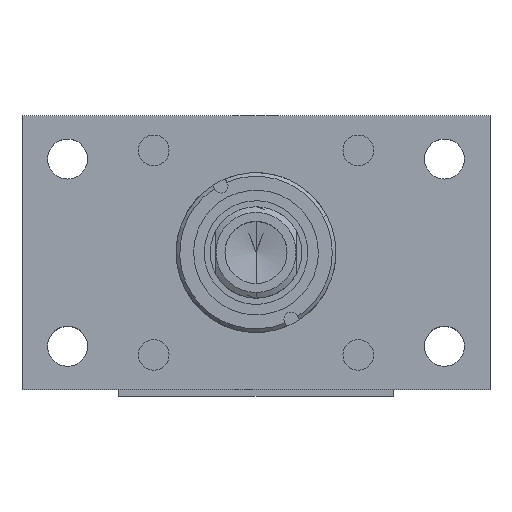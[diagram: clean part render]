
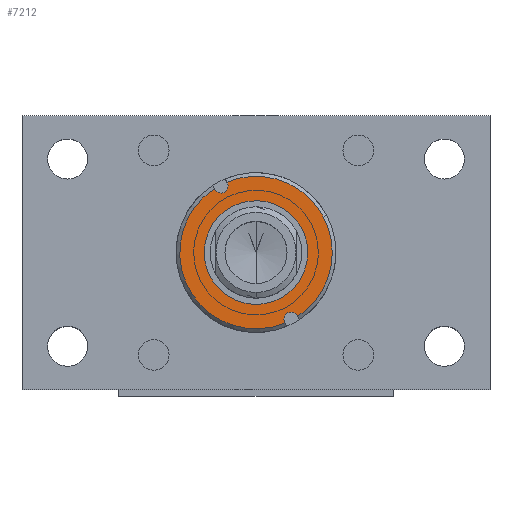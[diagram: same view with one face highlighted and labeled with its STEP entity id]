
A CAD part, top view. The second image highlights one B-rep face of the part: STEP entity #7212.
In plain terms, the highlighted planar face has unit normal (0, 0, 1).
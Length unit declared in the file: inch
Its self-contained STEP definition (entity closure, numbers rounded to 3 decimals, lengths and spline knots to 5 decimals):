
#4 = EDGE_CURVE ( 'NONE', #6132, #3751, #7576, .T. ) ;
#36 = VERTEX_POINT ( 'NONE', #3336 ) ;
#71 = VERTEX_POINT ( 'NONE', #7455 ) ;
#353 = VECTOR ( 'NONE', #7332, 39.37008 ) ;
#759 = ORIENTED_EDGE ( 'NONE', *, *, #4016, .F. ) ;
#1022 = CARTESIAN_POINT ( 'NONE',  ( 19.49558, 31.20342, -2.69734 ) ) ;
#1075 = AXIS2_PLACEMENT_3D ( 'NONE', #3630, #2256, #4905 ) ;
#1096 = VERTEX_POINT ( 'NONE', #3902 ) ;
#1164 = CARTESIAN_POINT ( 'NONE',  ( 19.41758, 30.63592, -2.69734 ) ) ;
#1288 = DIRECTION ( 'NONE',  ( -1., 0., 0. ) ) ;
#1299 = CARTESIAN_POINT ( 'NONE',  ( 19.49558, 31.20342, -2.69734 ) ) ;
#1362 = CARTESIAN_POINT ( 'NONE',  ( 19.49558, 31.45966, -2.69734 ) ) ;
#1442 = CARTESIAN_POINT ( 'NONE',  ( 19.41758, 30.63592, -2.69734 ) ) ;
#1443 = AXIS2_PLACEMENT_3D ( 'NONE', #1442, #2133, #6357 ) ;
#1447 = VERTEX_POINT ( 'NONE', #1568 ) ;
#1472 = VECTOR ( 'NONE', #4992, 39.37008 ) ;
#1516 = VERTEX_POINT ( 'NONE', #8120 ) ;
#1568 = CARTESIAN_POINT ( 'NONE',  ( 18.58258, 30.63592, -2.69734 ) ) ;
#1603 = EDGE_CURVE ( 'NONE', #1516, #4446, #6283, .T. ) ;
#1680 = VECTOR ( 'NONE', #2436, 39.37008 ) ;
#1881 = DIRECTION ( 'NONE',  ( 0., 0., 1. ) ) ;
#2126 = DIRECTION ( 'NONE',  ( 0., 0., 1. ) ) ;
#2133 = DIRECTION ( 'NONE',  ( 0., 0., 1. ) ) ;
#2256 = DIRECTION ( 'NONE',  ( 0., 0., 1. ) ) ;
#2382 = VERTEX_POINT ( 'NONE', #8721 ) ;
#2395 = CIRCLE ( 'NONE', #1075, 0.835 ) ;
#2436 = DIRECTION ( 'NONE',  ( 0., 1., 0. ) ) ;
#2489 = DIRECTION ( 'NONE',  ( 1., 0., 0. ) ) ;
#2640 = CIRCLE ( 'NONE', #1443, 0.835 ) ;
#2643 = DIRECTION ( 'NONE',  ( 1., 0., 0. ) ) ;
#2736 = ORIENTED_EDGE ( 'NONE', *, *, #1603, .F. ) ;
#2748 = DIRECTION ( 'NONE',  ( -1., 0., 0. ) ) ;
#2795 = CARTESIAN_POINT ( 'NONE',  ( 19.33958, 31.45966, -2.69734 ) ) ;
#2881 = CARTESIAN_POINT ( 'NONE',  ( 19.33958, 31.20342, -2.69734 ) ) ;
#2883 = EDGE_CURVE ( 'NONE', #6132, #1447, #2395, .T. ) ;
#3182 = CIRCLE ( 'NONE', #6696, 0.835 ) ;
#3268 = CARTESIAN_POINT ( 'NONE',  ( 19.41758, 31.45966, -2.69734 ) ) ;
#3336 = CARTESIAN_POINT ( 'NONE',  ( 19.49558, 29.80457, -2.69734 ) ) ;
#3380 = AXIS2_PLACEMENT_3D ( 'NONE', #4099, #2126, #7554 ) ;
#3393 = CARTESIAN_POINT ( 'NONE',  ( 19.33958, 31.46727, -2.69734 ) ) ;
#3405 = LINE ( 'NONE', #1022, #1680 ) ;
#3630 = CARTESIAN_POINT ( 'NONE',  ( 19.41758, 30.63592, -2.69734 ) ) ;
#3751 = VERTEX_POINT ( 'NONE', #2795 ) ;
#3786 = AXIS2_PLACEMENT_3D ( 'NONE', #3268, #4757, #1288 ) ;
#3902 = CARTESIAN_POINT ( 'NONE',  ( 19.49558, 31.46727, -2.69734 ) ) ;
#4016 = EDGE_CURVE ( 'NONE', #36, #4848, #3405, .T. ) ;
#4062 = DIRECTION ( 'NONE',  ( 0., 0., 1. ) ) ;
#4099 = CARTESIAN_POINT ( 'NONE',  ( 19.41758, 30.63592, -2.69734 ) ) ;
#4122 = FACE_OUTER_BOUND ( 'NONE', #4713, .T. ) ;
#4228 = ORIENTED_EDGE ( 'NONE', *, *, #7126, .T. ) ;
#4236 = EDGE_CURVE ( 'NONE', #4446, #1516, #6764, .T. ) ;
#4285 = ORIENTED_EDGE ( 'NONE', *, *, #4236, .F. ) ;
#4406 = PLANE ( 'NONE',  #4547 ) ;
#4426 = AXIS2_PLACEMENT_3D ( 'NONE', #6207, #8212, #2748 ) ;
#4446 = VERTEX_POINT ( 'NONE', #4489 ) ;
#4489 = CARTESIAN_POINT ( 'NONE',  ( 18.85008, 30.63592, -2.69734 ) ) ;
#4547 = AXIS2_PLACEMENT_3D ( 'NONE', #7093, #8443, #5727 ) ;
#4673 = ORIENTED_EDGE ( 'NONE', *, *, #5159, .T. ) ;
#4713 = EDGE_LOOP ( 'NONE', ( #759, #4228, #5860, #6022, #8418, #8187, #4673, #6052, #6126 ) ) ;
#4757 = DIRECTION ( 'NONE',  ( 0., 0., -1. ) ) ;
#4848 = VERTEX_POINT ( 'NONE', #8906 ) ;
#4905 = DIRECTION ( 'NONE',  ( 1., 0., 0. ) ) ;
#4992 = DIRECTION ( 'NONE',  ( 0., 1., 0. ) ) ;
#5159 = EDGE_CURVE ( 'NONE', #1447, #71, #3182, .T. ) ;
#5454 = DIRECTION ( 'NONE',  ( 0., -1., 0. ) ) ;
#5727 = DIRECTION ( 'NONE',  ( -1., 0., 0. ) ) ;
#5860 = ORIENTED_EDGE ( 'NONE', *, *, #7605, .T. ) ;
#6022 = ORIENTED_EDGE ( 'NONE', *, *, #6281, .T. ) ;
#6052 = ORIENTED_EDGE ( 'NONE', *, *, #7839, .T. ) ;
#6126 = ORIENTED_EDGE ( 'NONE', *, *, #6957, .T. ) ;
#6132 = VERTEX_POINT ( 'NONE', #3393 ) ;
#6199 = AXIS2_PLACEMENT_3D ( 'NONE', #1164, #1881, #2489 ) ;
#6207 = CARTESIAN_POINT ( 'NONE',  ( 19.41758, 29.81218, -2.69734 ) ) ;
#6281 = EDGE_CURVE ( 'NONE', #8529, #3751, #6733, .T. ) ;
#6283 = CIRCLE ( 'NONE', #6199, 0.5675 ) ;
#6357 = DIRECTION ( 'NONE',  ( 1., 0., 0. ) ) ;
#6438 = LINE ( 'NONE', #2881, #1472 ) ;
#6696 = AXIS2_PLACEMENT_3D ( 'NONE', #6853, #4062, #2643 ) ;
#6733 = CIRCLE ( 'NONE', #3786, 0.078 ) ;
#6764 = CIRCLE ( 'NONE', #3380, 0.5675 ) ;
#6853 = CARTESIAN_POINT ( 'NONE',  ( 19.41758, 30.63592, -2.69734 ) ) ;
#6873 = VECTOR ( 'NONE', #5454, 39.37008 ) ;
#6957 = EDGE_CURVE ( 'NONE', #2382, #4848, #7129, .T. ) ;
#7093 = CARTESIAN_POINT ( 'NONE',  ( 19.41758, 31.20342, -2.69734 ) ) ;
#7126 = EDGE_CURVE ( 'NONE', #36, #1096, #2640, .T. ) ;
#7129 = CIRCLE ( 'NONE', #4426, 0.078 ) ;
#7143 = FACE_BOUND ( 'NONE', #7625, .T. ) ;
#7212 = ADVANCED_FACE ( 'NONE', ( #7143, #4122 ), #4406, .F. ) ;
#7332 = DIRECTION ( 'NONE',  ( 0., -1., 0. ) ) ;
#7365 = CARTESIAN_POINT ( 'NONE',  ( 19.33958, 31.20342, -2.69734 ) ) ;
#7407 = LINE ( 'NONE', #1299, #6873 ) ;
#7455 = CARTESIAN_POINT ( 'NONE',  ( 19.33958, 29.80457, -2.69734 ) ) ;
#7554 = DIRECTION ( 'NONE',  ( 1., 0., 0. ) ) ;
#7576 = LINE ( 'NONE', #7365, #353 ) ;
#7605 = EDGE_CURVE ( 'NONE', #1096, #8529, #7407, .T. ) ;
#7625 = EDGE_LOOP ( 'NONE', ( #2736, #4285 ) ) ;
#7839 = EDGE_CURVE ( 'NONE', #71, #2382, #6438, .T. ) ;
#8120 = CARTESIAN_POINT ( 'NONE',  ( 19.98508, 30.63592, -2.69734 ) ) ;
#8187 = ORIENTED_EDGE ( 'NONE', *, *, #2883, .T. ) ;
#8212 = DIRECTION ( 'NONE',  ( 0., 0., -1. ) ) ;
#8418 = ORIENTED_EDGE ( 'NONE', *, *, #4, .F. ) ;
#8443 = DIRECTION ( 'NONE',  ( 0., 0., -1. ) ) ;
#8529 = VERTEX_POINT ( 'NONE', #1362 ) ;
#8721 = CARTESIAN_POINT ( 'NONE',  ( 19.33958, 29.81218, -2.69734 ) ) ;
#8906 = CARTESIAN_POINT ( 'NONE',  ( 19.49558, 29.81218, -2.69734 ) ) ;
